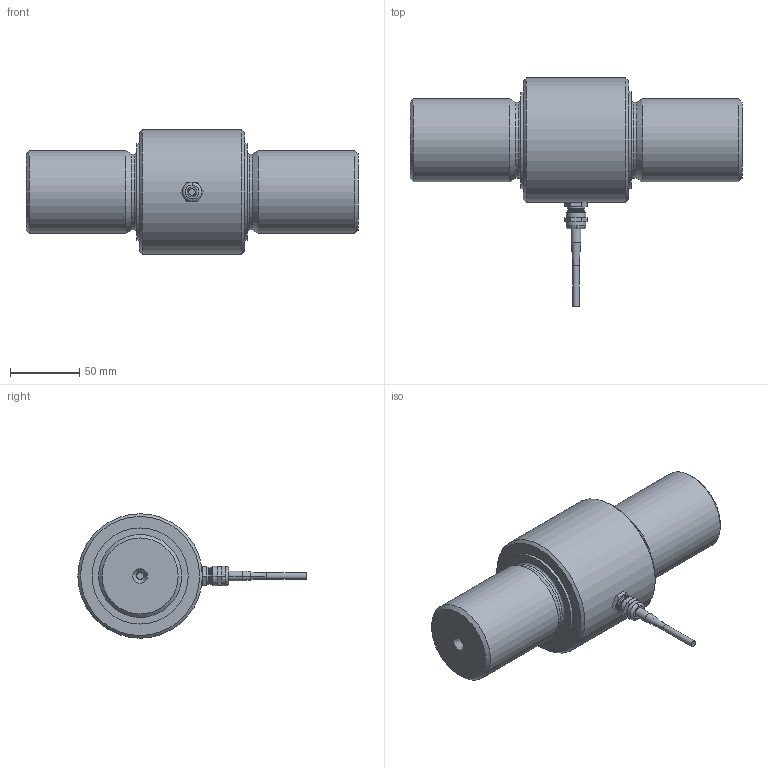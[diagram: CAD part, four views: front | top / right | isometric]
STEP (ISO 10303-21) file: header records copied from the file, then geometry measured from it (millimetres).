
FILE_DESCRIPTION( ( 'Unknown' ), '1' );
FILE_NAME( 'K12-500kN.stp', 'Unknown', ( 'Unknown' ), ( 'Unknown' ), 'PSStep 17.0.49', 'Unknown', ' ' );
FILE_SCHEMA( ( 'AUTOMOTIVE_DESIGN { 1 0 10303 214 1 1 1 1 }' ) );
Length unit declared in the file: millimetre
Products named in the file (4): Assem1; 1632-001-Welle; pg7_doc-00007707; kabeldurchmesser4,5_doc-00036217
Assembly tree (3 placements, depth 2):
  Assem1
    1632-001-Welle
    pg7_doc-00007707
    kabeldurchmesser4,5_doc-00036217
Bounding box: 240 x 165 x 90 mm (x, y, z)
Volume: 946935.2 mm3; surface area: 68310.6 mm2
Topology: 3 solids, 3 shells, 97 faces, 205 edges, 124 vertices
Faces by surface type: plane 40, cylinder 28, cone 25, torus 4
Full cylindrical faces by diameter (mm): 4.5 x1, 5 x2, 54.8 x2, 60 x2, 69.5 x1, 70 x1, 90 x1
Entity records: 4018 total; most frequent: CARTESIAN_POINT 1503, ORIENTED_EDGE 354, DIRECTION 258, EDGE_CURVE 177, B_SPLINE_CURVE_WITH_KNOTS 149, EDGE_LOOP 130, AXIS2_PLACEMENT_3D 129, VERTEX_POINT 118
